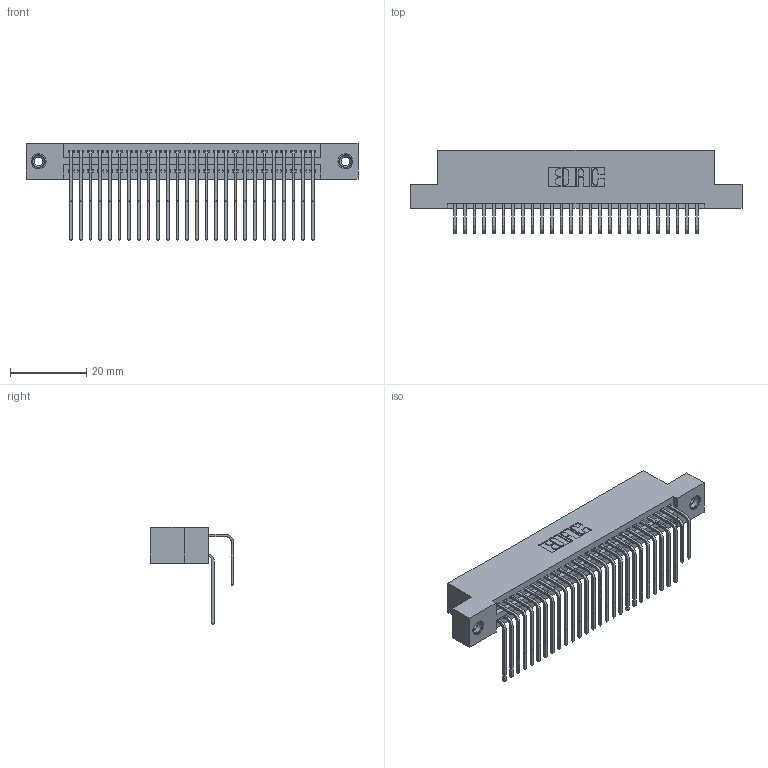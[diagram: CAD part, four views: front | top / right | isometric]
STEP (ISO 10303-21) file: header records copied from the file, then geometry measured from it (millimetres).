
FILE_DESCRIPTION (( 'STEP AP203' ), '1' );
FILE_NAME ('395-052-558-208.STEP', '2018-11-21T01:30:35', ( '' ), ( '' ), 'SwSTEP 2.0', 'SolidWorks 2016', '' );
FILE_SCHEMA (( 'CONFIG_CONTROL_DESIGN' ));
Length unit declared in the file: inch
Products named in the file (5): 345-292-001_558 Tail - 2; 345-292-001_558 559 Tail - 1; 345-250-001_345-250-003-102; 395-052-558-208; 345 Part_Flush Mounting Lugs - 0.156 Dia-TI
Assembly tree (55 placements, depth 2):
  395-052-558-208
    345 Part_Flush Mounting Lugs - 0.156 Dia-TI
    345-292-001_558 559 Tail - 1  x26
    345-292-001_558 Tail - 2  x26
    345-250-001_345-250-003-102  x2
Bounding box: 87.25 x 21.83 x 25.53 mm (x, y, z)
Volume: 8620.4 mm3; surface area: 13856.5 mm2
Topology: 55 solids, 55 shells, 2890 faces, 8537 edges, 5614 vertices
Faces by surface type: plane 1932, cylinder 942, cone 12, torus 4
Entity records: 25392 total; most frequent: CARTESIAN_POINT 4298, ORIENTED_EDGE 4174, DIRECTION 3809, EDGE_CURVE 2087, LINE 1791, VECTOR 1791, VERTEX_POINT 1384, AXIS2_PLACEMENT_3D 1009
